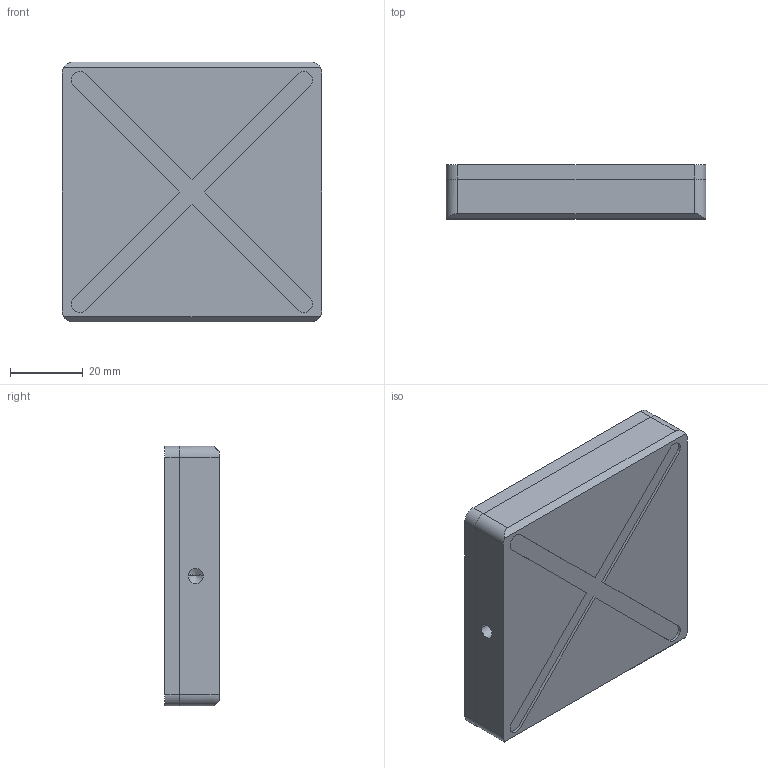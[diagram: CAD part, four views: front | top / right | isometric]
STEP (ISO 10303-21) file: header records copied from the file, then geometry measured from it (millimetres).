
FILE_DESCRIPTION (( 'STEP AP214' ), '1' );
FILE_NAME ('S17072115.STEP', '2023-12-29T15:05:09', ( '' ), ( '' ), 'SwSTEP 2.0', 'SolidWorks 2023', '' );
FILE_SCHEMA (( 'AUTOMOTIVE_DESIGN' ));
Length unit declared in the file: millimetre
Products named in the file (4): 62S072115; S90A002; S17072115; 17S072115
Assembly tree (2 placements, depth 2):
  S90A002
  S17072115
    17S072115
    62S072115
Bounding box: 71.7 x 15 x 71.7 mm (x, y, z)
Volume: 75897.4 mm3; surface area: 25169.4 mm2
Topology: 2 solids, 2 shells, 45 faces, 116 edges, 74 vertices
Faces by surface type: plane 23, cylinder 18, cone 4
Entity records: 1445 total; most frequent: CARTESIAN_POINT 248, DIRECTION 244, ORIENTED_EDGE 224, EDGE_CURVE 112, AXIS2_PLACEMENT_3D 86, VERTEX_POINT 74, LINE 72, VECTOR 72
